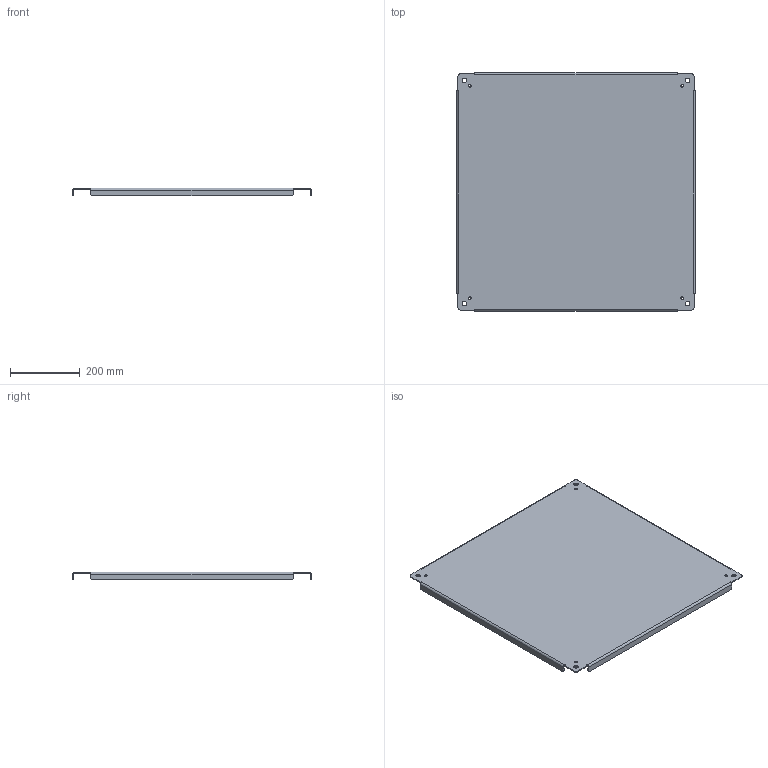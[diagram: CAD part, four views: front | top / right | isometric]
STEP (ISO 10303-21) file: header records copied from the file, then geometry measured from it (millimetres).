
FILE_DESCRIPTION (( 'STEP AP203' ), '1' );
FILE_NAME ('SCE-30P30GALV.step', '2021-01-08T15:38:46', ( 'ADC123' ), ( 'Microsoft' ), 'SwSTEP 2.0', 'SolidWorks 2019', '' );
FILE_SCHEMA (( 'CONFIG_CONTROL_DESIGN' ));
Length unit declared in the file: inch
Products named in the file (1): SCE-30P30GALV
Bounding box: 684.21 x 684.21 x 22.23 mm (x, y, z)
Volume: 1606830.3 mm3; surface area: 1021995.4 mm2
Topology: 1 solids, 1 shells, 82 faces, 224 edges, 144 vertices
Faces by surface type: plane 30, cylinder 28, bspline 24
Full cylindrical faces by diameter (mm): 7.137 x4, 12.7 x4
Entity records: 3263 total; most frequent: CARTESIAN_POINT 1195, ORIENTED_EDGE 432, DIRECTION 358, EDGE_CURVE 216, VERTEX_POINT 144, VECTOR 128, LINE 128, AXIS2_PLACEMENT_3D 115
